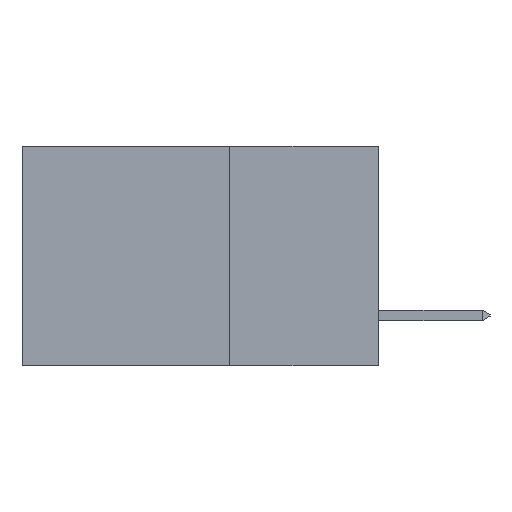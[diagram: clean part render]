
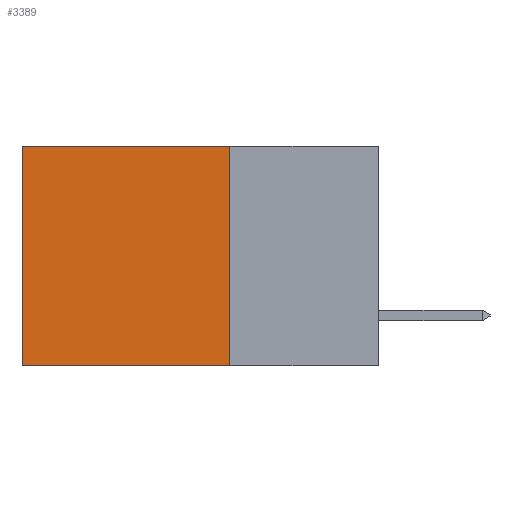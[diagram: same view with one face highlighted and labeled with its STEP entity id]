
A CAD part, left-side view. The second image highlights one B-rep face of the part: STEP entity #3389.
In plain terms, the highlighted planar face has unit normal (-1, 0, 0).
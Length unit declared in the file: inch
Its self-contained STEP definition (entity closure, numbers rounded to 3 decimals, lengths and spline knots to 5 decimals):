
#114 = ORIENTED_EDGE ( 'NONE', *, *, #4684, .T. ) ;
#300 = CARTESIAN_POINT ( 'NONE',  ( 0.2615, 0.25, 0. ) ) ;
#544 = VERTEX_POINT ( 'NONE', #9641 ) ;
#1873 = ORIENTED_EDGE ( 'NONE', *, *, #9237, .F. ) ;
#2126 = ORIENTED_EDGE ( 'NONE', *, *, #4080, .F. ) ;
#2660 = VERTEX_POINT ( 'NONE', #6759 ) ;
#2961 = LINE ( 'NONE', #8557, #8404 ) ;
#3389 = ADVANCED_FACE ( 'NONE', ( #5471 ), #4469, .F. ) ;
#3785 = VECTOR ( 'NONE', #5955, 39.37008 ) ;
#4080 = EDGE_CURVE ( 'NONE', #9493, #7880, #7645, .T. ) ;
#4132 = VECTOR ( 'NONE', #6658, 39.37008 ) ;
#4275 = DIRECTION ( 'NONE',  ( 0., 0., -1. ) ) ;
#4328 = CARTESIAN_POINT ( 'NONE',  ( 0.2615, 0.25, -0.37 ) ) ;
#4389 = DIRECTION ( 'NONE',  ( 0., 0., -1. ) ) ;
#4420 = DIRECTION ( 'NONE',  ( 1., 0., 0. ) ) ;
#4423 = CARTESIAN_POINT ( 'NONE',  ( 0.2615, 0.25, -0.37 ) ) ;
#4469 = PLANE ( 'NONE',  #6447 ) ;
#4501 = LINE ( 'NONE', #4328, #9287 ) ;
#4684 = EDGE_CURVE ( 'NONE', #2660, #544, #2961, .T. ) ;
#5081 = DIRECTION ( 'NONE',  ( 0., 1., 0. ) ) ;
#5471 = FACE_OUTER_BOUND ( 'NONE', #8529, .T. ) ;
#5955 = DIRECTION ( 'NONE',  ( 0., 0., -1. ) ) ;
#6009 = CARTESIAN_POINT ( 'NONE',  ( 0.2615, 0.25, 0. ) ) ;
#6115 = CARTESIAN_POINT ( 'NONE',  ( 0.2615, 0.25, -0.37 ) ) ;
#6447 = AXIS2_PLACEMENT_3D ( 'NONE', #4423, #4420, #4389 ) ;
#6632 = CARTESIAN_POINT ( 'NONE',  ( 0.2615, 0.25, -0.37 ) ) ;
#6658 = DIRECTION ( 'NONE',  ( 0., 1., 0. ) ) ;
#6759 = CARTESIAN_POINT ( 'NONE',  ( 0.2615, 0.6, 0. ) ) ;
#7645 = LINE ( 'NONE', #6632, #3785 ) ;
#7716 = LINE ( 'NONE', #300, #4132 ) ;
#7880 = VERTEX_POINT ( 'NONE', #6115 ) ;
#8404 = VECTOR ( 'NONE', #4275, 39.37008 ) ;
#8529 = EDGE_LOOP ( 'NONE', ( #114, #1873, #2126, #9787 ) ) ;
#8557 = CARTESIAN_POINT ( 'NONE',  ( 0.2615, 0.6, -0.37 ) ) ;
#9237 = EDGE_CURVE ( 'NONE', #7880, #544, #4501, .T. ) ;
#9287 = VECTOR ( 'NONE', #5081, 39.37008 ) ;
#9408 = EDGE_CURVE ( 'NONE', #9493, #2660, #7716, .T. ) ;
#9493 = VERTEX_POINT ( 'NONE', #6009 ) ;
#9641 = CARTESIAN_POINT ( 'NONE',  ( 0.2615, 0.6, -0.37 ) ) ;
#9787 = ORIENTED_EDGE ( 'NONE', *, *, #9408, .T. ) ;
